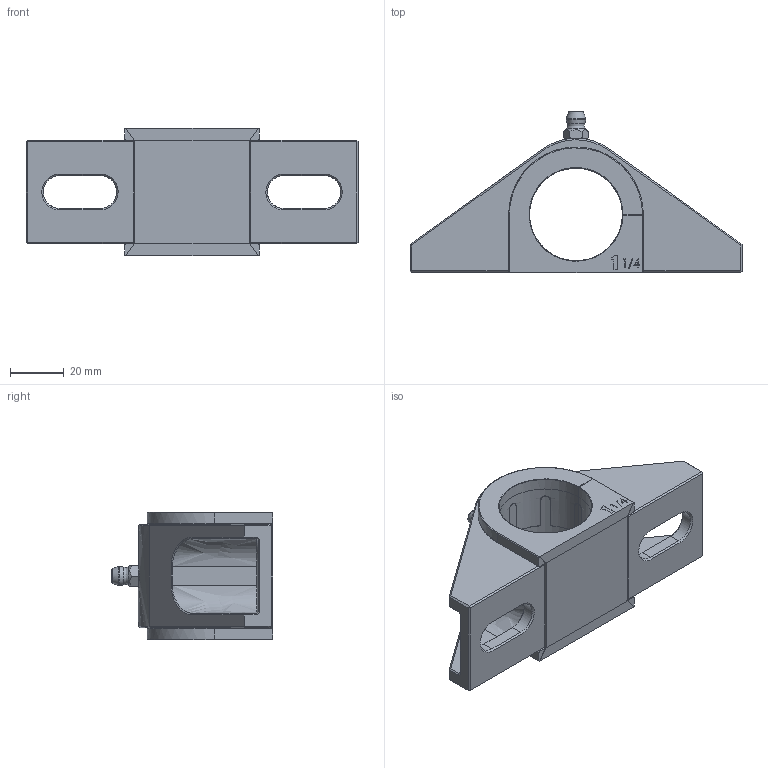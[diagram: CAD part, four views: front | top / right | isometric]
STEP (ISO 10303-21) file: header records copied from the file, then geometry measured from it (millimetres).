
FILE_DESCRIPTION(('FreeCAD Model'),'2;1');
FILE_NAME('Open CASCADE Shape Model','2025-05-04T17:53:00',('FreeCAD'),( 'FreeCAD'),'Open CASCADE STEP processor 7.6','FreeCAD','Unknown');
FILE_SCHEMA(('AUTOMOTIVE_DESIGN { 1 0 10303 214 1 1 1 1 }'));
Length unit declared in the file: millimetre
Products named in the file (1): Open CASCADE STEP translator 7.6 1
Bounding box: 124.01 x 60.19 x 47.8 mm (x, y, z)
Volume: 115663.6 mm3; surface area: 49692.3 mm2
Topology: 6 solids, 6 shells, 429 faces, 1080 edges, 669 vertices
Faces by surface type: bspline 429
Entity records: 20902 total; most frequent: CARTESIAN_POINT 14515, ORIENTED_EDGE 2154, EDGE_CURVE 1077, B_SPLINE_CURVE_WITH_KNOTS 849, VERTEX_POINT 668, FACE_BOUND 451, EDGE_LOOP 450, ADVANCED_FACE 429
